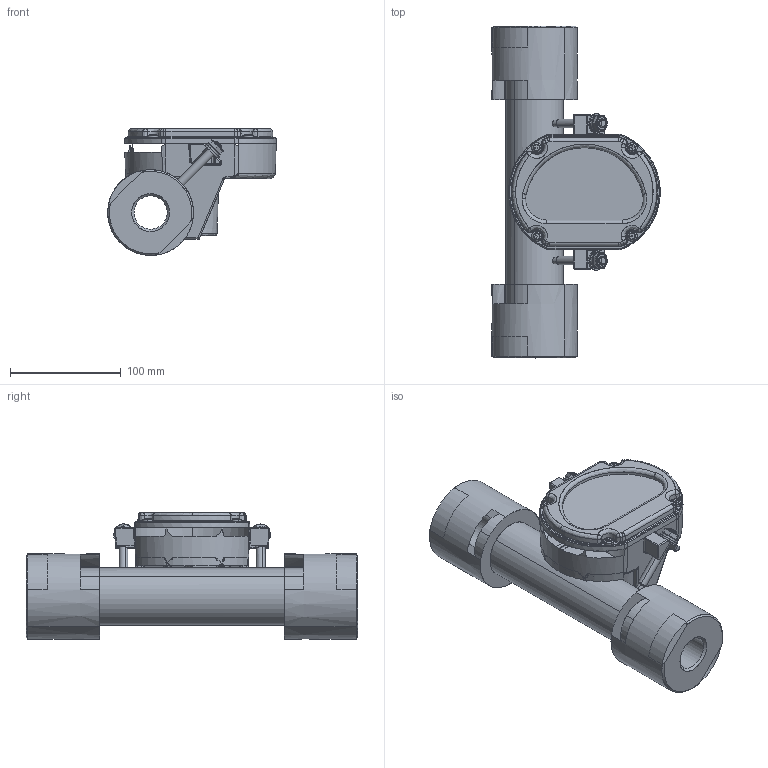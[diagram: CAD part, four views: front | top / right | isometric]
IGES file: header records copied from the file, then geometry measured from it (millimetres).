
Start section: SolidWorks IGES file using analytic representation for surfaces
Global section: file name: 3809G-E-10-B-2-A-0-0.IGS; native system: SolidWorks 2019; preprocessor: SolidWorks 2019; author: cfehr; date: 190813.133113; units: inch
Bounding box: 152.32 x 299.97 x 114.7 mm (x, y, z)
Surface area: 150083.6 mm2 (no closed solid volume)
Topology: 0 solids, 0 shells, 524 faces, 5417 edges, 5371 vertices
Faces by surface type: bspline 321, revolution 203
